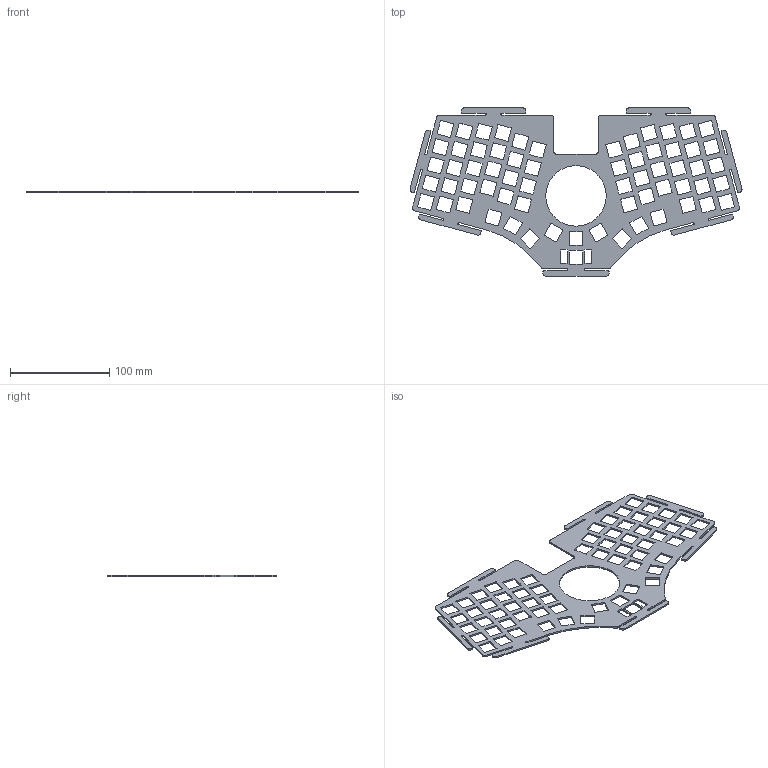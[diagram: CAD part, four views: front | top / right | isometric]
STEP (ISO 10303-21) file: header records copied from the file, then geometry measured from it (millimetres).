
FILE_DESCRIPTION(/* description */ (''),/* implementation_level */ '2;1');
FILE_NAME(/* name */ 'Plate 2u.step',/* time_stamp */ '2023-07-16T08:53:50+01:00',/* author */ (''),/* organization */ (''),/* preprocessor_version */ 'ST-DEVELOPER v19.2',/* originating_system */ 'Autodesk Translation Framework v12.6.0.85',/* authorisation */ '');
FILE_SCHEMA (('AUTOMOTIVE_DESIGN { 1 0 10303 214 3 1 1 }'));
Length unit declared in the file: millimetre
Products named in the file (1): Plate 2u
Bounding box: 334.8 x 169.64 x 1.6 mm (x, y, z)
Volume: 38261.6 mm3; surface area: 56594.8 mm2
Topology: 1 solids, 1 shells, 641 faces, 1917 edges, 1278 vertices
Faces by surface type: plane 322, cylinder 317, bspline 2
Full cylindrical faces by diameter (mm): 61 x1
Entity records: 22078 total; most frequent: CARTESIAN_POINT 3891, ORIENTED_EDGE 3834, DIRECTION 3823, EDGE_CURVE 1917, VERTEX_POINT 1278, LINE 1275, VECTOR 1275, AXIS2_PLACEMENT_3D 1274
